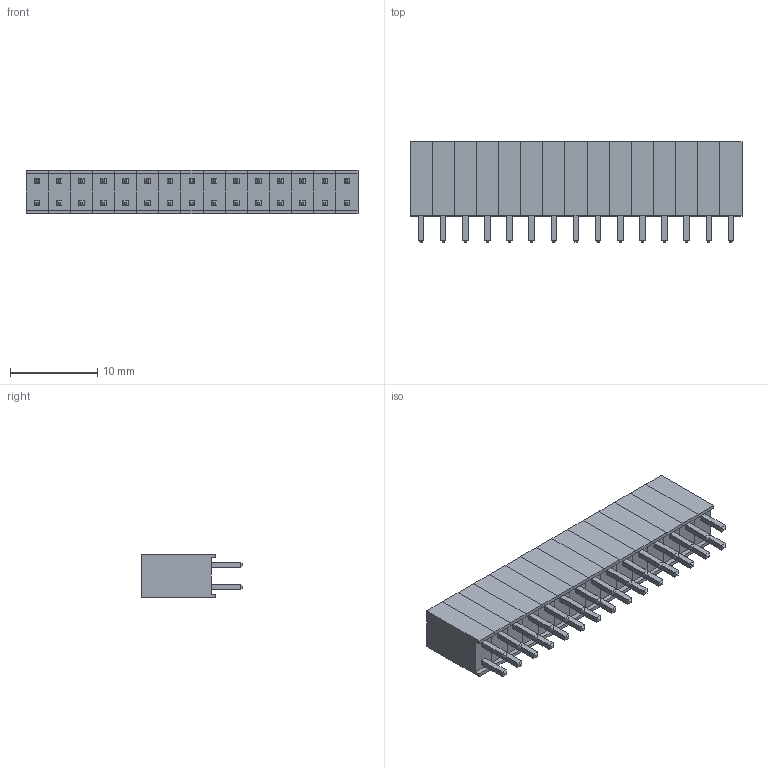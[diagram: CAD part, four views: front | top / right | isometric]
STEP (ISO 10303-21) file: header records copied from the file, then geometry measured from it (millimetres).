
FILE_DESCRIPTION (( 'STEP AP214' ), '1' );
FILE_NAME ('DS-1023-30.STEP', '2019-07-10T22:35:49', ( '' ), ( '' ), 'SwSTEP 2.0', 'SolidWorks 2018', '' );
FILE_SCHEMA (( 'AUTOMOTIVE_DESIGN' ));
Length unit declared in the file: millimetre
Products named in the file (1): DS-1023-30
Bounding box: 38.1 x 11.5 x 5 mm (x, y, z)
Volume: 1507.3 mm3; surface area: 2811.2 mm2
Topology: 15 solids, 15 shells, 690 faces, 1560 edges, 960 vertices
Faces by surface type: plane 690
Entity records: 26294 total; most frequent: CARTESIAN_POINT 3211, ORIENTED_EDGE 3120, DIRECTION 2942, EDGE_CURVE 1560, VECTOR 1560, LINE 1560, VERTEX_POINT 960, EDGE_LOOP 750
